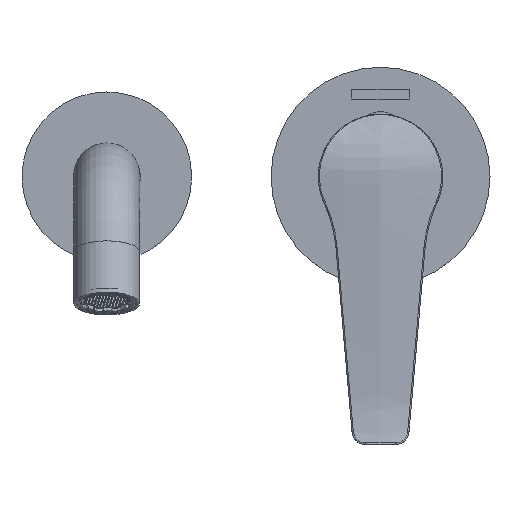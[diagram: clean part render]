
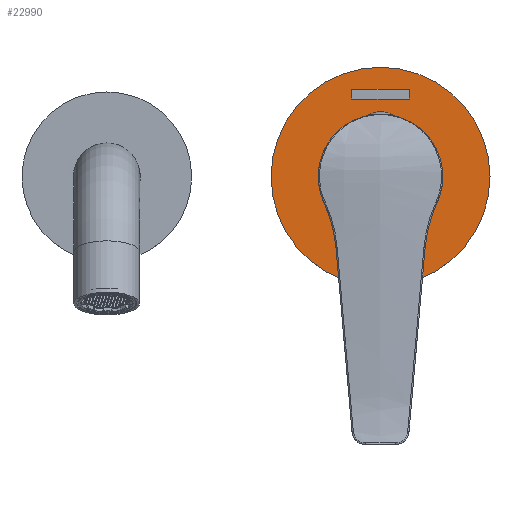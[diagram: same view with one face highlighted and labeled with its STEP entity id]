
A CAD part, top view. The second image highlights one B-rep face of the part: STEP entity #22990.
In plain terms, the highlighted planar face has unit normal (0, 0, 1).
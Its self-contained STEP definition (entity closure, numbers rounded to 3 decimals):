
#59 = CARTESIAN_POINT ( 'NONE',  ( -10.5, 32., 52. ) ) ;
#63 = AXIS2_PLACEMENT_3D ( 'NONE', #8347, #11120, #2411 ) ;
#230 = CARTESIAN_POINT ( 'NONE',  ( -10.5, 0., 52. ) ) ;
#2200 = LINE ( 'NONE', #33769, #3128 ) ;
#2211 = FACE_OUTER_BOUND ( 'NONE', #23700, .T. ) ;
#2411 = DIRECTION ( 'NONE',  ( -1., 0., 0. ) ) ;
#2477 = VECTOR ( 'NONE', #26021, 1000. ) ;
#2906 = LINE ( 'NONE', #230, #2477 ) ;
#3128 = VECTOR ( 'NONE', #10340, 1000. ) ;
#4263 = DIRECTION ( 'NONE',  ( 1., 0., 0. ) ) ;
#4289 = CIRCLE ( 'NONE', #63, 40. ) ;
#4400 = EDGE_LOOP ( 'NONE', ( #22173 ) ) ;
#4960 = ORIENTED_EDGE ( 'NONE', *, *, #10680, .T. ) ;
#5792 = VECTOR ( 'NONE', #29310, 1000. ) ;
#6278 = FACE_BOUND ( 'NONE', #4400, .T. ) ;
#7657 = VERTEX_POINT ( 'NONE', #26391 ) ;
#8347 = CARTESIAN_POINT ( 'NONE',  ( 0., 0., 52. ) ) ;
#8454 = CIRCLE ( 'NONE', #25126, 21.25 ) ;
#9628 = CARTESIAN_POINT ( 'NONE',  ( -10.5, 28.4, 52. ) ) ;
#10339 = AXIS2_PLACEMENT_3D ( 'NONE', #15812, #29768, #16135 ) ;
#10340 = DIRECTION ( 'NONE',  ( 0., -1., 0. ) ) ;
#10680 = EDGE_CURVE ( 'NONE', #28118, #15585, #2200, .T. ) ;
#11120 = DIRECTION ( 'NONE',  ( 0., 0., -1. ) ) ;
#11856 = ORIENTED_EDGE ( 'NONE', *, *, #14535, .T. ) ;
#13365 = EDGE_CURVE ( 'NONE', #31854, #31854, #4289, .T. ) ;
#14535 = EDGE_CURVE ( 'NONE', #15585, #16935, #16322, .T. ) ;
#15585 = VERTEX_POINT ( 'NONE', #33196 ) ;
#15812 = CARTESIAN_POINT ( 'NONE',  ( 0., 0., 52. ) ) ;
#16135 = DIRECTION ( 'NONE',  ( -1., 0., 0. ) ) ;
#16322 = LINE ( 'NONE', #19192, #33151 ) ;
#16466 = ORIENTED_EDGE ( 'NONE', *, *, #19055, .T. ) ;
#16935 = VERTEX_POINT ( 'NONE', #9628 ) ;
#19055 = EDGE_CURVE ( 'NONE', #33527, #28118, #29477, .T. ) ;
#19192 = CARTESIAN_POINT ( 'NONE',  ( 0., 28.4, 52. ) ) ;
#20786 = CARTESIAN_POINT ( 'NONE',  ( 10.5, 32., 52. ) ) ;
#21382 = DIRECTION ( 'NONE',  ( 0., 0., 1. ) ) ;
#22173 = ORIENTED_EDGE ( 'NONE', *, *, #32298, .F. ) ;
#22990 = ADVANCED_FACE ( 'NONE', ( #29490, #6278, #2211 ), #24474, .F. ) ;
#23700 = EDGE_LOOP ( 'NONE', ( #33269 ) ) ;
#24474 = PLANE ( 'NONE',  #10339 ) ;
#25126 = AXIS2_PLACEMENT_3D ( 'NONE', #27150, #21382, #4263 ) ;
#26021 = DIRECTION ( 'NONE',  ( 0., 1., 0. ) ) ;
#26266 = CARTESIAN_POINT ( 'NONE',  ( -40., 0., 52. ) ) ;
#26391 = CARTESIAN_POINT ( 'NONE',  ( 21.25, 0., 52. ) ) ;
#27150 = CARTESIAN_POINT ( 'NONE',  ( 0., 0., 52. ) ) ;
#27331 = EDGE_CURVE ( 'NONE', #16935, #33527, #2906, .T. ) ;
#28118 = VERTEX_POINT ( 'NONE', #20786 ) ;
#29189 = CARTESIAN_POINT ( 'NONE',  ( 0., 32., 52. ) ) ;
#29310 = DIRECTION ( 'NONE',  ( 1., 0., 0. ) ) ;
#29477 = LINE ( 'NONE', #29189, #5792 ) ;
#29490 = FACE_BOUND ( 'NONE', #33777, .T. ) ;
#29768 = DIRECTION ( 'NONE',  ( 0., 0., -1. ) ) ;
#31412 = ORIENTED_EDGE ( 'NONE', *, *, #27331, .T. ) ;
#31854 = VERTEX_POINT ( 'NONE', #26266 ) ;
#32298 = EDGE_CURVE ( 'NONE', #7657, #7657, #8454, .T. ) ;
#33151 = VECTOR ( 'NONE', #33960, 1000. ) ;
#33196 = CARTESIAN_POINT ( 'NONE',  ( 10.5, 28.4, 52. ) ) ;
#33269 = ORIENTED_EDGE ( 'NONE', *, *, #13365, .F. ) ;
#33527 = VERTEX_POINT ( 'NONE', #59 ) ;
#33769 = CARTESIAN_POINT ( 'NONE',  ( 10.5, 0., 52. ) ) ;
#33777 = EDGE_LOOP ( 'NONE', ( #11856, #31412, #16466, #4960 ) ) ;
#33960 = DIRECTION ( 'NONE',  ( -1., 0., 0. ) ) ;
